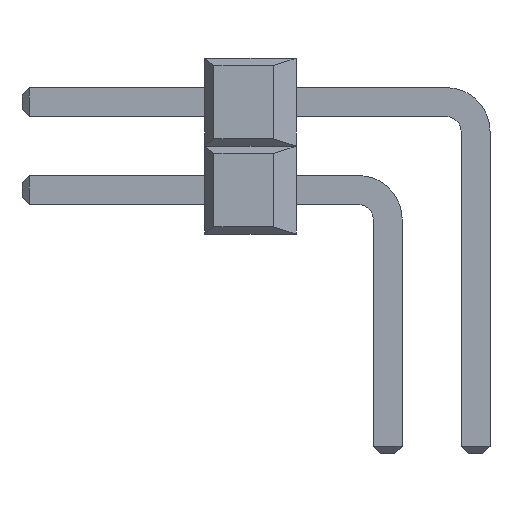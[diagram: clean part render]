
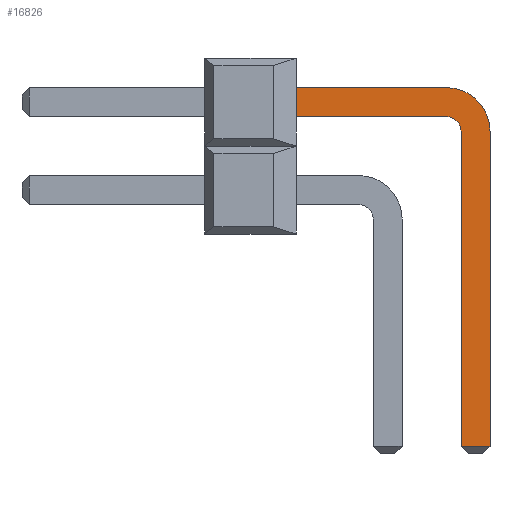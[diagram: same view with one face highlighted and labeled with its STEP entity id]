
A CAD part, left-side view. The second image highlights one B-rep face of the part: STEP entity #16826.
In plain terms, the highlighted planar face has unit normal (-1, 0, 0).
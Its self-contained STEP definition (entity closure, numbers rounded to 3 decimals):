
#16064=CARTESIAN_POINT('',(-0.419,5.182,3.391));
#16063=VERTEX_POINT('',#16064);
#16074=CARTESIAN_POINT('',(-0.419,5.182,4.229));
#16073=VERTEX_POINT('',#16074);
#16072=EDGE_CURVE('',#16073,#16063,#16077,.T.);
#16077=LINE('',#16074,#16079);
#16079=VECTOR('',#16080,0.838);
#16080=DIRECTION('',(0.0,0.0,-1.0));
#16103=CARTESIAN_POINT('',(-0.419,0.838,3.391));
#16102=VERTEX_POINT('',#16103);
#16111=EDGE_CURVE('',#16063,#16102,#16116,.T.);
#16116=LINE('',#16064,#16118);
#16118=VECTOR('',#16119,4.343);
#16119=DIRECTION('',(0.0,-1.0,0.0));
#16154=CARTESIAN_POINT('',(-0.419,0.838,4.229));
#16153=VERTEX_POINT('',#16154);
#16180=EDGE_CURVE('',#16153,#16073,#16185,.T.);
#16185=LINE('',#16154,#16187);
#16187=VECTOR('',#16188,4.343);
#16188=DIRECTION('',(0.0,1.0,0.0));
#16211=CARTESIAN_POINT('',(-0.419,0.419,-6.14));
#16210=VERTEX_POINT('',#16211);
#16221=CARTESIAN_POINT('',(-0.419,0.419,2.972));
#16220=VERTEX_POINT('',#16221);
#16219=EDGE_CURVE('',#16220,#16210,#16224,.T.);
#16224=LINE('',#16221,#16226);
#16226=VECTOR('',#16227,9.112);
#16227=DIRECTION('',(0.0,0.0,-1.0));
#16299=CARTESIAN_POINT('',(-0.419,-0.419,-6.14));
#16298=VERTEX_POINT('',#16299);
#16301=CARTESIAN_POINT('',(-0.419,-0.419,2.972));
#16300=VERTEX_POINT('',#16301);
#16297=EDGE_CURVE('',#16298,#16300,#16302,.T.);
#16302=LINE('',#16299,#16304);
#16304=VECTOR('',#16305,9.112);
#16305=DIRECTION('',(0.0,0.0,1.0));
#16552=EDGE_CURVE('',#16210,#16298,#16557,.T.);
#16557=LINE('',#16211,#16559);
#16559=VECTOR('',#16560,0.838);
#16560=DIRECTION('',(0.0,-1.0,0.0));
#16661=EDGE_CURVE($,#16102,#16220,#16666,.T.);
#16666=CIRCLE($,#16667,0.419);
#16668=CARTESIAN_POINT('',(-0.419,0.838,2.972));
#16667=AXIS2_PLACEMENT_3D($,#16668,#16669,#16670);
#16669=DIRECTION('',(1.0,0.0,0.0));
#16670=DIRECTION('',(0.0,-0.707,-0.707));
#16691=EDGE_CURVE($,#16300,#16153,#16696,.T.);
#16696=CIRCLE($,#16697,1.257);
#16697=AXIS2_PLACEMENT_3D($,#16668,#16699,#16700);
#16699=DIRECTION('',(-1.0,0.0,0.0));
#16700=DIRECTION('',(0.0,0.707,0.707));
#16826=ADVANCED_FACE($,(#16832),#16827,.T.);
#16827=PLANE($,#16828);
#16828=AXIS2_PLACEMENT_3D($,#16829,#16830,#16831);
#16829=CARTESIAN_POINT('',(-0.419,0.838,4.229));
#16830=DIRECTION('',(-1.0,0.0,0.0));
#16831=DIRECTION('',(-1.,0.,0.));
#16832=FACE_OUTER_BOUND($,#16833,.T.);
#16833=EDGE_LOOP($,(#16836, #16846, #16856, #16866, #16877, #16887, #16897, #16907));
#16836=ORIENTED_EDGE('',*,*,#16180,.T.);
#16846=ORIENTED_EDGE('',*,*,#16072,.T.);
#16856=ORIENTED_EDGE('',*,*,#16111,.T.);
#16866=ORIENTED_EDGE('',*,*,#16661,.T.);
#16877=ORIENTED_EDGE('',*,*,#16219,.T.);
#16887=ORIENTED_EDGE('',*,*,#16552,.T.);
#16897=ORIENTED_EDGE('',*,*,#16297,.T.);
#16907=ORIENTED_EDGE('',*,*,#16691,.T.);
